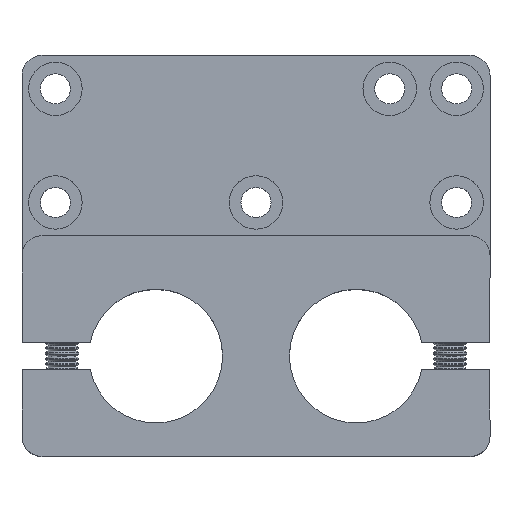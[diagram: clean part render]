
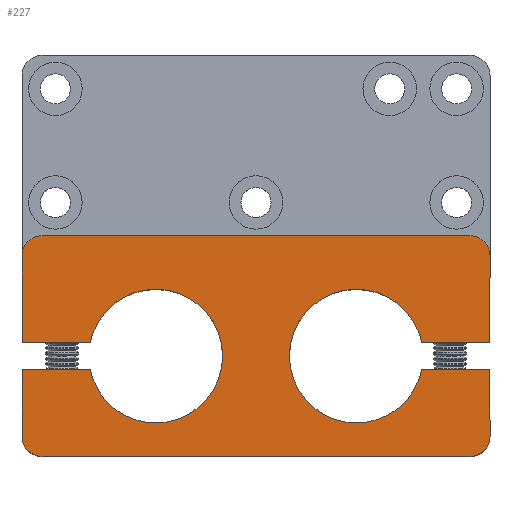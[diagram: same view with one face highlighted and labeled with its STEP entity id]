
A CAD part, top view. The second image highlights one B-rep face of the part: STEP entity #227.
In plain terms, the highlighted planar face has unit normal (0, 0, 1).
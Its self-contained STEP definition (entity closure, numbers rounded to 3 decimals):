
#3 = CARTESIAN_POINT ( 'NONE',  ( 35., -27., 20. ) ) ;
#12 = DIRECTION ( 'NONE',  ( 0., 1., 0. ) ) ;
#20 = VECTOR ( 'NONE', #2393, 1000. ) ;
#73 = CARTESIAN_POINT ( 'NONE',  ( 32., -30., 20. ) ) ;
#118 = CARTESIAN_POINT ( 'NONE',  ( -35., -13., 20. ) ) ;
#161 = CARTESIAN_POINT ( 'NONE',  ( -35., -13., 20. ) ) ;
#188 = DIRECTION ( 'NONE',  ( 0., 0., -1. ) ) ;
#199 = EDGE_CURVE ( 'NONE', #1606, #1805, #3563, .T. ) ;
#211 = VECTOR ( 'NONE', #12, 1000. ) ;
#227 = ADVANCED_FACE ( 'NONE', ( #3493 ), #1552, .F. ) ;
#273 = DIRECTION ( 'NONE',  ( -1., 0., 0. ) ) ;
#288 = DIRECTION ( 'NONE',  ( 1., 0., 0. ) ) ;
#305 = DIRECTION ( 'NONE',  ( 1., 0., 0. ) ) ;
#342 = CARTESIAN_POINT ( 'NONE',  ( -24.798, -13., 20. ) ) ;
#362 = CARTESIAN_POINT ( 'NONE',  ( -24.798, -17., 20. ) ) ;
#371 = ORIENTED_EDGE ( 'NONE', *, *, #2378, .F. ) ;
#382 = AXIS2_PLACEMENT_3D ( 'NONE', #3010, #2760, #288 ) ;
#398 = ORIENTED_EDGE ( 'NONE', *, *, #640, .T. ) ;
#400 = DIRECTION ( 'NONE',  ( 0., 0., 1. ) ) ;
#414 = DIRECTION ( 'NONE',  ( -1., 0., 0. ) ) ;
#530 = EDGE_CURVE ( 'NONE', #749, #2158, #2744, .T. ) ;
#544 = VERTEX_POINT ( 'NONE', #3012 ) ;
#548 = EDGE_CURVE ( 'NONE', #3344, #1263, #1946, .T. ) ;
#551 = CIRCLE ( 'NONE', #1987, 3. ) ;
#558 = CARTESIAN_POINT ( 'NONE',  ( 35., -30., 20. ) ) ;
#565 = CARTESIAN_POINT ( 'NONE',  ( -32., 0., 20. ) ) ;
#573 = EDGE_CURVE ( 'NONE', #2207, #749, #1988, .T. ) ;
#595 = ORIENTED_EDGE ( 'NONE', *, *, #1036, .F. ) ;
#640 = EDGE_CURVE ( 'NONE', #544, #3290, #3029, .T. ) ;
#668 = VECTOR ( 'NONE', #1289, 1000. ) ;
#716 = LINE ( 'NONE', #161, #1631 ) ;
#732 = VECTOR ( 'NONE', #2034, 1000. ) ;
#749 = VERTEX_POINT ( 'NONE', #1210 ) ;
#802 = VERTEX_POINT ( 'NONE', #2101 ) ;
#806 = CARTESIAN_POINT ( 'NONE',  ( 35., -17., 20. ) ) ;
#836 = EDGE_CURVE ( 'NONE', #2158, #3051, #2625, .T. ) ;
#841 = EDGE_CURVE ( 'NONE', #1280, #1805, #716, .T. ) ;
#923 = DIRECTION ( 'NONE',  ( -1., 0., 0. ) ) ;
#1009 = CARTESIAN_POINT ( 'NONE',  ( 35., 0., 20. ) ) ;
#1033 = VECTOR ( 'NONE', #3506, 1000. ) ;
#1036 = EDGE_CURVE ( 'NONE', #1263, #1280, #2686, .T. ) ;
#1061 = AXIS2_PLACEMENT_3D ( 'NONE', #2926, #400, #414 ) ;
#1065 = DIRECTION ( 'NONE',  ( -1., 0., 0. ) ) ;
#1099 = CARTESIAN_POINT ( 'NONE',  ( -35., -17., 20. ) ) ;
#1102 = ORIENTED_EDGE ( 'NONE', *, *, #3019, .T. ) ;
#1195 = DIRECTION ( 'NONE',  ( -1., 0., 0. ) ) ;
#1197 = CIRCLE ( 'NONE', #3384, 10. ) ;
#1210 = CARTESIAN_POINT ( 'NONE',  ( -32., -30., 20. ) ) ;
#1258 = DIRECTION ( 'NONE',  ( -1., 0., 0. ) ) ;
#1262 = DIRECTION ( 'NONE',  ( -1., 0., 0. ) ) ;
#1263 = VERTEX_POINT ( 'NONE', #362 ) ;
#1280 = VERTEX_POINT ( 'NONE', #342 ) ;
#1289 = DIRECTION ( 'NONE',  ( 1., 0., 0. ) ) ;
#1295 = ORIENTED_EDGE ( 'NONE', *, *, #2217, .T. ) ;
#1301 = DIRECTION ( 'NONE',  ( 1., 0., 0. ) ) ;
#1325 = EDGE_CURVE ( 'NONE', #3290, #3146, #551, .T. ) ;
#1358 = CARTESIAN_POINT ( 'NONE',  ( -35., 0., 20. ) ) ;
#1457 = CARTESIAN_POINT ( 'NONE',  ( 24.798, -17., 20. ) ) ;
#1461 = EDGE_CURVE ( 'NONE', #802, #544, #3242, .T. ) ;
#1479 = CARTESIAN_POINT ( 'NONE',  ( -35., -27., 20. ) ) ;
#1552 = PLANE ( 'NONE',  #2032 ) ;
#1594 = VERTEX_POINT ( 'NONE', #806 ) ;
#1606 = VERTEX_POINT ( 'NONE', #1358 ) ;
#1607 = CARTESIAN_POINT ( 'NONE',  ( 35., -13., 20. ) ) ;
#1631 = VECTOR ( 'NONE', #1262, 1000. ) ;
#1659 = VERTEX_POINT ( 'NONE', #3312 ) ;
#1787 = ORIENTED_EDGE ( 'NONE', *, *, #548, .F. ) ;
#1805 = VERTEX_POINT ( 'NONE', #118 ) ;
#1887 = CIRCLE ( 'NONE', #2172, 3. ) ;
#1933 = VECTOR ( 'NONE', #305, 1000. ) ;
#1946 = LINE ( 'NONE', #1099, #2401 ) ;
#1987 = AXIS2_PLACEMENT_3D ( 'NONE', #2886, #2583, #1258 ) ;
#1988 = CIRCLE ( 'NONE', #3093, 3. ) ;
#2032 = AXIS2_PLACEMENT_3D ( 'NONE', #2119, #188, #2684 ) ;
#2034 = DIRECTION ( 'NONE',  ( 0., -1., 0. ) ) ;
#2077 = EDGE_LOOP ( 'NONE', ( #2374, #1102, #2802, #3069, #595, #1787, #1295, #2884, #3512, #2962, #3466, #3126, #371, #3233, #398, #2906 ) ) ;
#2086 = CARTESIAN_POINT ( 'NONE',  ( -35., -17., 20. ) ) ;
#2101 = CARTESIAN_POINT ( 'NONE',  ( 24.798, -13., 20. ) ) ;
#2119 = CARTESIAN_POINT ( 'NONE',  ( 0., 0., 20. ) ) ;
#2132 = CARTESIAN_POINT ( 'NONE',  ( 15., -15., 20. ) ) ;
#2158 = VERTEX_POINT ( 'NONE', #73 ) ;
#2172 = AXIS2_PLACEMENT_3D ( 'NONE', #565, #2768, #1065 ) ;
#2199 = CARTESIAN_POINT ( 'NONE',  ( 32., 3., 20. ) ) ;
#2207 = VERTEX_POINT ( 'NONE', #1479 ) ;
#2214 = VERTEX_POINT ( 'NONE', #1457 ) ;
#2217 = EDGE_CURVE ( 'NONE', #3344, #2207, #2555, .T. ) ;
#2223 = EDGE_CURVE ( 'NONE', #3146, #1659, #2592, .T. ) ;
#2248 = CARTESIAN_POINT ( 'NONE',  ( -32., -27., 20. ) ) ;
#2374 = ORIENTED_EDGE ( 'NONE', *, *, #2223, .T. ) ;
#2378 = EDGE_CURVE ( 'NONE', #802, #2214, #1197, .T. ) ;
#2393 = DIRECTION ( 'NONE',  ( 0., -1., 0. ) ) ;
#2401 = VECTOR ( 'NONE', #2530, 1000. ) ;
#2530 = DIRECTION ( 'NONE',  ( 1., 0., 0. ) ) ;
#2555 = LINE ( 'NONE', #2895, #732 ) ;
#2583 = DIRECTION ( 'NONE',  ( 0., 0., 1. ) ) ;
#2591 = CARTESIAN_POINT ( 'NONE',  ( 35., -17., 20. ) ) ;
#2592 = LINE ( 'NONE', #3144, #3038 ) ;
#2625 = CIRCLE ( 'NONE', #1061, 3. ) ;
#2684 = DIRECTION ( 'NONE',  ( -1., 0., 0. ) ) ;
#2686 = CIRCLE ( 'NONE', #382, 10. ) ;
#2729 = DIRECTION ( 'NONE',  ( 0., 0., 1. ) ) ;
#2744 = LINE ( 'NONE', #3354, #1933 ) ;
#2760 = DIRECTION ( 'NONE',  ( 0., 0., 1. ) ) ;
#2768 = DIRECTION ( 'NONE',  ( 0., 0., 1. ) ) ;
#2785 = LINE ( 'NONE', #2591, #2991 ) ;
#2802 = ORIENTED_EDGE ( 'NONE', *, *, #199, .T. ) ;
#2884 = ORIENTED_EDGE ( 'NONE', *, *, #573, .T. ) ;
#2886 = CARTESIAN_POINT ( 'NONE',  ( 32., 0., 20. ) ) ;
#2895 = CARTESIAN_POINT ( 'NONE',  ( -35., -30., 20. ) ) ;
#2906 = ORIENTED_EDGE ( 'NONE', *, *, #1325, .T. ) ;
#2926 = CARTESIAN_POINT ( 'NONE',  ( 32., -27., 20. ) ) ;
#2962 = ORIENTED_EDGE ( 'NONE', *, *, #836, .T. ) ;
#2986 = DIRECTION ( 'NONE',  ( 0., 0., 1. ) ) ;
#2991 = VECTOR ( 'NONE', #1195, 1000. ) ;
#3000 = LINE ( 'NONE', #3559, #1033 ) ;
#3010 = CARTESIAN_POINT ( 'NONE',  ( -15., -15., 20. ) ) ;
#3012 = CARTESIAN_POINT ( 'NONE',  ( 35., -13., 20. ) ) ;
#3019 = EDGE_CURVE ( 'NONE', #1659, #1606, #1887, .T. ) ;
#3029 = LINE ( 'NONE', #558, #211 ) ;
#3038 = VECTOR ( 'NONE', #923, 1000. ) ;
#3051 = VERTEX_POINT ( 'NONE', #3 ) ;
#3069 = ORIENTED_EDGE ( 'NONE', *, *, #841, .F. ) ;
#3093 = AXIS2_PLACEMENT_3D ( 'NONE', #2248, #2729, #273 ) ;
#3126 = ORIENTED_EDGE ( 'NONE', *, *, #3201, .T. ) ;
#3144 = CARTESIAN_POINT ( 'NONE',  ( -35., 3., 20. ) ) ;
#3146 = VERTEX_POINT ( 'NONE', #2199 ) ;
#3201 = EDGE_CURVE ( 'NONE', #1594, #2214, #2785, .T. ) ;
#3233 = ORIENTED_EDGE ( 'NONE', *, *, #1461, .T. ) ;
#3242 = LINE ( 'NONE', #1607, #668 ) ;
#3290 = VERTEX_POINT ( 'NONE', #1009 ) ;
#3312 = CARTESIAN_POINT ( 'NONE',  ( -32., 3., 20. ) ) ;
#3344 = VERTEX_POINT ( 'NONE', #2086 ) ;
#3354 = CARTESIAN_POINT ( 'NONE',  ( -35., -30., 20. ) ) ;
#3384 = AXIS2_PLACEMENT_3D ( 'NONE', #2132, #2986, #1301 ) ;
#3443 = CARTESIAN_POINT ( 'NONE',  ( -35., -30., 20. ) ) ;
#3466 = ORIENTED_EDGE ( 'NONE', *, *, #3482, .T. ) ;
#3482 = EDGE_CURVE ( 'NONE', #3051, #1594, #3000, .T. ) ;
#3493 = FACE_OUTER_BOUND ( 'NONE', #2077, .T. ) ;
#3506 = DIRECTION ( 'NONE',  ( 0., 1., 0. ) ) ;
#3512 = ORIENTED_EDGE ( 'NONE', *, *, #530, .T. ) ;
#3559 = CARTESIAN_POINT ( 'NONE',  ( 35., -30., 20. ) ) ;
#3563 = LINE ( 'NONE', #3443, #20 ) ;
